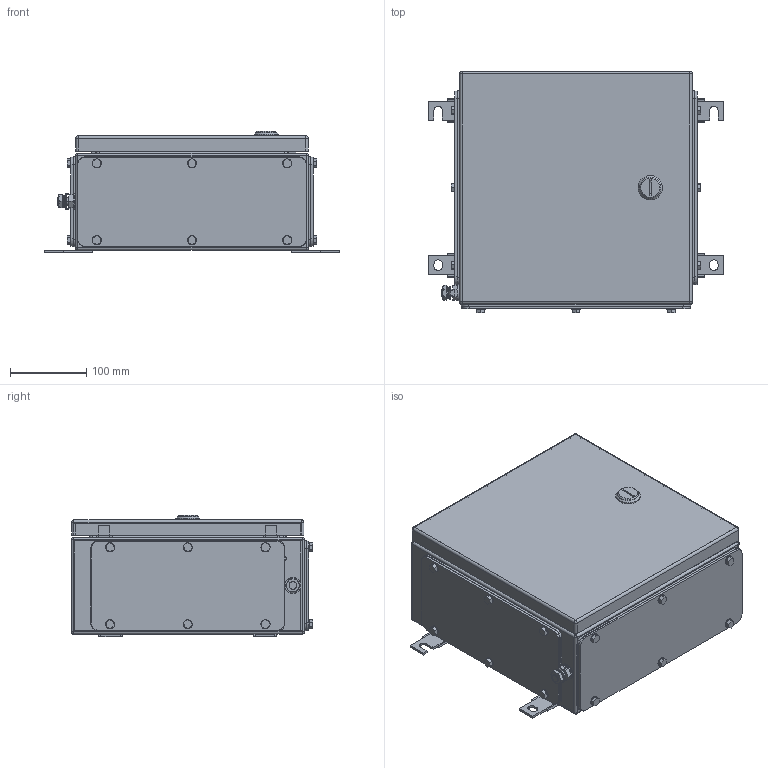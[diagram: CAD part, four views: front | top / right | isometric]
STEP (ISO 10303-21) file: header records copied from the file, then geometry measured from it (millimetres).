
FILE_DESCRIPTION(('CATIA V5 STEP Exchange','CAx-IF Rec.Pracs.--- Model Styling and Organization---1.4--- 2014-01-23'),'2;1');
FILE_NAME ('008777-7_3_1200040000_1200040000.stp','2019-09-23T06:26:23+00:00',('none'),('Weidmueller'),'CATIA Version 5-6 Release 2016 SP3 HF44','CATIA V5 STEP AP214','none');
FILE_SCHEMA(('AUTOMOTIVE_DESIGN { 1 0 10303 214 1 1 1 1 }'));
Length unit declared in the file: millimetre
Products named in the file (1): 1200040000
Bounding box: 387 x 317 x 159.8 mm (x, y, z)
Volume: 1015643.3 mm3; surface area: 1063720.6 mm2
Topology: 79 solids, 80 shells, 1593 faces, 3666 edges, 2294 vertices
Faces by surface type: plane 691, cylinder 688, cone 164, sphere 24, torus 22, bspline 4
Entity records: 42784 total; most frequent: CARTESIAN_POINT 8825, ORIENTED_EDGE 7192, DIRECTION 5727, EDGE_CURVE 3596, AXIS2_PLACEMENT_3D 2540, VERTEX_POINT 2294, VECTOR 2007, LINE 2007
